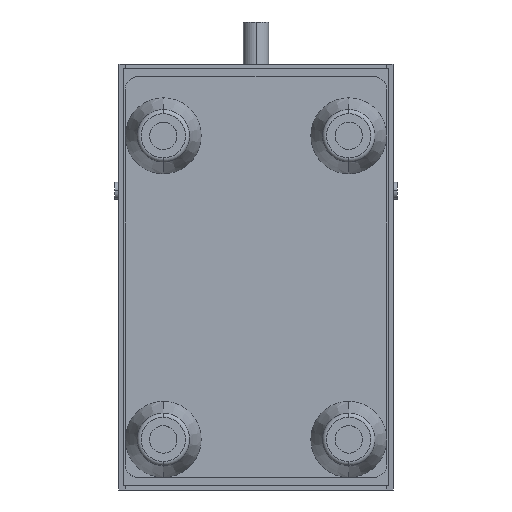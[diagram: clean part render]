
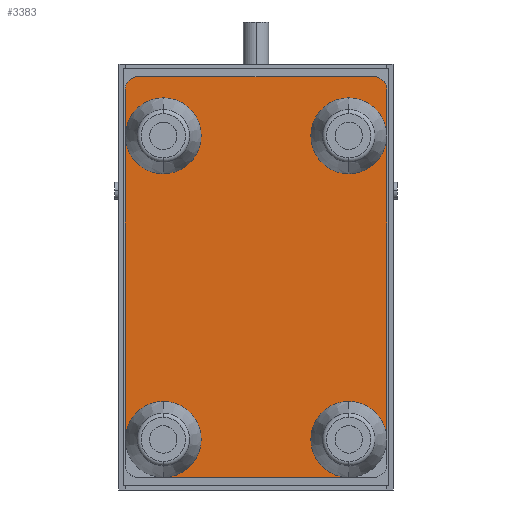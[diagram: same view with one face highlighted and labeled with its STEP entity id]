
A CAD part, left-side view. The second image highlights one B-rep face of the part: STEP entity #3383.
In plain terms, the highlighted planar face has unit normal (-1, 0, 0).
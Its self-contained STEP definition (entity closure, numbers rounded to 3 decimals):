
#2967=CARTESIAN_POINT('Vertex',(0.,31.,44.5)) ;
#2988=CARTESIAN_POINT('Vertex',(0.,31.,-38.5)) ;
#2991=CARTESIAN_POINT('Line Origine',(0.,31.,-2.5)) ;
#2995=CARTESIAN_POINT('Vertex',(0.,31.,33.5)) ;
#2998=CARTESIAN_POINT('Line Origine',(0.,31.,39.)) ;
#3023=CARTESIAN_POINT('Vertex',(0.,30.121,46.621)) ;
#3031=CARTESIAN_POINT('Axis2P3D Location',(0.,28.,44.5)) ;
#3206=CARTESIAN_POINT('Vertex',(0.,22.,-47.5)) ;
#3229=CARTESIAN_POINT('Axis2P3D Location',(0.,0.,0.)) ;
#3234=CARTESIAN_POINT('Axis2P3D Location',(0.,22.,-38.5)) ;
#3238=CARTESIAN_POINT('Vertex',(0.,22.,-29.5)) ;
#3241=CARTESIAN_POINT('Axis2P3D Location',(0.,22.,-38.5)) ;
#3246=CARTESIAN_POINT('Line Origine',(0.,0.,-47.5)) ;
#3250=CARTESIAN_POINT('Vertex',(0.,-22.,-47.5)) ;
#3253=CARTESIAN_POINT('Axis2P3D Location',(0.,-22.,-38.5)) ;
#3257=CARTESIAN_POINT('Vertex',(0.,-22.,-29.5)) ;
#3260=CARTESIAN_POINT('Axis2P3D Location',(0.,-22.,-38.5)) ;
#3264=CARTESIAN_POINT('Vertex',(0.,-31.,-38.5)) ;
#3267=CARTESIAN_POINT('Line Origine',(0.,-31.,-2.5)) ;
#3271=CARTESIAN_POINT('Vertex',(0.,-31.,33.5)) ;
#3274=CARTESIAN_POINT('Axis2P3D Location',(0.,-22.,33.5)) ;
#3278=CARTESIAN_POINT('Vertex',(0.,-22.,24.5)) ;
#3281=CARTESIAN_POINT('Axis2P3D Location',(0.,-22.,33.5)) ;
#3285=CARTESIAN_POINT('Vertex',(0.,-13.,33.5)) ;
#3288=CARTESIAN_POINT('Axis2P3D Location',(0.,-22.,33.5)) ;
#3292=CARTESIAN_POINT('Vertex',(0.,-22.,42.5)) ;
#3295=CARTESIAN_POINT('Axis2P3D Location',(0.,-22.,33.5)) ;
#3300=CARTESIAN_POINT('Line Origine',(0.,-31.,39.)) ;
#3304=CARTESIAN_POINT('Vertex',(0.,-31.,44.5)) ;
#3307=CARTESIAN_POINT('Axis2P3D Location',(0.,-28.,44.5)) ;
#3311=CARTESIAN_POINT('Vertex',(0.,-30.121,46.621)) ;
#3314=CARTESIAN_POINT('Axis2P3D Location',(0.,-28.,44.5)) ;
#3318=CARTESIAN_POINT('Vertex',(0.,-28.,47.5)) ;
#3321=CARTESIAN_POINT('Line Origine',(0.,0.,47.5)) ;
#3325=CARTESIAN_POINT('Vertex',(0.,28.,47.5)) ;
#3328=CARTESIAN_POINT('Axis2P3D Location',(0.,28.,44.5)) ;
#3333=CARTESIAN_POINT('Axis2P3D Location',(0.,22.,33.5)) ;
#3337=CARTESIAN_POINT('Vertex',(0.,22.,42.5)) ;
#3340=CARTESIAN_POINT('Axis2P3D Location',(0.,22.,33.5)) ;
#3344=CARTESIAN_POINT('Vertex',(0.,13.,33.5)) ;
#3347=CARTESIAN_POINT('Axis2P3D Location',(0.,22.,33.5)) ;
#3351=CARTESIAN_POINT('Vertex',(0.,22.,24.5)) ;
#3354=CARTESIAN_POINT('Axis2P3D Location',(0.,22.,33.5)) ;
#2992=DIRECTION('Vector Direction',(0.,0.,-1.)) ;
#2999=DIRECTION('Vector Direction',(0.,0.,-1.)) ;
#3032=DIRECTION('Axis2P3D Direction',(1.,0.,-0.)) ;
#3230=DIRECTION('Axis2P3D Direction',(1.,0.,0.)) ;
#3231=DIRECTION('Axis2P3D XDirection',(0.,0.,-1.)) ;
#3235=DIRECTION('Axis2P3D Direction',(1.,0.,0.)) ;
#3242=DIRECTION('Axis2P3D Direction',(1.,0.,0.)) ;
#3247=DIRECTION('Vector Direction',(0.,-1.,0.)) ;
#3254=DIRECTION('Axis2P3D Direction',(1.,0.,0.)) ;
#3261=DIRECTION('Axis2P3D Direction',(1.,0.,0.)) ;
#3268=DIRECTION('Vector Direction',(0.,0.,1.)) ;
#3275=DIRECTION('Axis2P3D Direction',(1.,0.,0.)) ;
#3282=DIRECTION('Axis2P3D Direction',(1.,0.,0.)) ;
#3289=DIRECTION('Axis2P3D Direction',(1.,0.,0.)) ;
#3296=DIRECTION('Axis2P3D Direction',(1.,0.,0.)) ;
#3301=DIRECTION('Vector Direction',(0.,0.,1.)) ;
#3308=DIRECTION('Axis2P3D Direction',(1.,0.,0.)) ;
#3315=DIRECTION('Axis2P3D Direction',(1.,0.,0.)) ;
#3322=DIRECTION('Vector Direction',(0.,1.,0.)) ;
#3329=DIRECTION('Axis2P3D Direction',(1.,0.,0.)) ;
#3334=DIRECTION('Axis2P3D Direction',(1.,0.,0.)) ;
#3341=DIRECTION('Axis2P3D Direction',(1.,0.,0.)) ;
#3348=DIRECTION('Axis2P3D Direction',(1.,0.,0.)) ;
#3355=DIRECTION('Axis2P3D Direction',(1.,0.,0.)) ;
#3033=AXIS2_PLACEMENT_3D('Circle Axis2P3D',#3031,#3032,$) ;
#3232=AXIS2_PLACEMENT_3D('Plane Axis2P3D',#3229,#3230,#3231) ;
#3236=AXIS2_PLACEMENT_3D('Circle Axis2P3D',#3234,#3235,$) ;
#3243=AXIS2_PLACEMENT_3D('Circle Axis2P3D',#3241,#3242,$) ;
#3255=AXIS2_PLACEMENT_3D('Circle Axis2P3D',#3253,#3254,$) ;
#3262=AXIS2_PLACEMENT_3D('Circle Axis2P3D',#3260,#3261,$) ;
#3276=AXIS2_PLACEMENT_3D('Circle Axis2P3D',#3274,#3275,$) ;
#3283=AXIS2_PLACEMENT_3D('Circle Axis2P3D',#3281,#3282,$) ;
#3290=AXIS2_PLACEMENT_3D('Circle Axis2P3D',#3288,#3289,$) ;
#3297=AXIS2_PLACEMENT_3D('Circle Axis2P3D',#3295,#3296,$) ;
#3309=AXIS2_PLACEMENT_3D('Circle Axis2P3D',#3307,#3308,$) ;
#3316=AXIS2_PLACEMENT_3D('Circle Axis2P3D',#3314,#3315,$) ;
#3330=AXIS2_PLACEMENT_3D('Circle Axis2P3D',#3328,#3329,$) ;
#3335=AXIS2_PLACEMENT_3D('Circle Axis2P3D',#3333,#3334,$) ;
#3342=AXIS2_PLACEMENT_3D('Circle Axis2P3D',#3340,#3341,$) ;
#3349=AXIS2_PLACEMENT_3D('Circle Axis2P3D',#3347,#3348,$) ;
#3356=AXIS2_PLACEMENT_3D('Circle Axis2P3D',#3354,#3355,$) ;
#3360=ORIENTED_EDGE('',*,*,#3240,.T.) ;
#3361=ORIENTED_EDGE('',*,*,#3245,.T.) ;
#3362=ORIENTED_EDGE('',*,*,#3252,.T.) ;
#3363=ORIENTED_EDGE('',*,*,#3259,.T.) ;
#3364=ORIENTED_EDGE('',*,*,#3266,.T.) ;
#3365=ORIENTED_EDGE('',*,*,#3273,.T.) ;
#3366=ORIENTED_EDGE('',*,*,#3280,.T.) ;
#3367=ORIENTED_EDGE('',*,*,#3287,.T.) ;
#3368=ORIENTED_EDGE('',*,*,#3294,.T.) ;
#3369=ORIENTED_EDGE('',*,*,#3299,.T.) ;
#3370=ORIENTED_EDGE('',*,*,#3306,.T.) ;
#3371=ORIENTED_EDGE('',*,*,#3313,.F.) ;
#3372=ORIENTED_EDGE('',*,*,#3320,.F.) ;
#3373=ORIENTED_EDGE('',*,*,#3327,.T.) ;
#3374=ORIENTED_EDGE('',*,*,#3332,.F.) ;
#3375=ORIENTED_EDGE('',*,*,#3035,.F.) ;
#3376=ORIENTED_EDGE('',*,*,#3002,.T.) ;
#3377=ORIENTED_EDGE('',*,*,#3339,.T.) ;
#3378=ORIENTED_EDGE('',*,*,#3346,.T.) ;
#3379=ORIENTED_EDGE('',*,*,#3353,.T.) ;
#3380=ORIENTED_EDGE('',*,*,#3358,.T.) ;
#3381=ORIENTED_EDGE('',*,*,#2997,.T.) ;
#2993=VECTOR('Line Direction',#2992,1.) ;
#3000=VECTOR('Line Direction',#2999,1.) ;
#3248=VECTOR('Line Direction',#3247,1.) ;
#3269=VECTOR('Line Direction',#3268,1.) ;
#3302=VECTOR('Line Direction',#3301,1.) ;
#3323=VECTOR('Line Direction',#3322,1.) ;
#3383=ADVANCED_FACE('Solid1',(#3382),#3233,.F.) ;
#3034=CIRCLE('generated circle',#3033,3.) ;
#3237=CIRCLE('generated circle',#3236,9.) ;
#3244=CIRCLE('generated circle',#3243,9.) ;
#3256=CIRCLE('generated circle',#3255,9.) ;
#3263=CIRCLE('generated circle',#3262,9.) ;
#3277=CIRCLE('generated circle',#3276,9.) ;
#3284=CIRCLE('generated circle',#3283,9.) ;
#3291=CIRCLE('generated circle',#3290,9.) ;
#3298=CIRCLE('generated circle',#3297,9.) ;
#3310=CIRCLE('generated circle',#3309,3.) ;
#3317=CIRCLE('generated circle',#3316,3.) ;
#3331=CIRCLE('generated circle',#3330,3.) ;
#3336=CIRCLE('generated circle',#3335,9.) ;
#3343=CIRCLE('generated circle',#3342,9.) ;
#3350=CIRCLE('generated circle',#3349,9.) ;
#3357=CIRCLE('generated circle',#3356,9.) ;
#2997=EDGE_CURVE('',#2996,#2989,#2994,.T.) ;
#3002=EDGE_CURVE('',#2968,#2996,#3001,.T.) ;
#3035=EDGE_CURVE('',#2968,#3024,#3034,.T.) ;
#3240=EDGE_CURVE('',#2989,#3239,#3237,.T.) ;
#3245=EDGE_CURVE('',#3239,#3207,#3244,.T.) ;
#3252=EDGE_CURVE('',#3207,#3251,#3249,.T.) ;
#3259=EDGE_CURVE('',#3251,#3258,#3256,.T.) ;
#3266=EDGE_CURVE('',#3258,#3265,#3263,.T.) ;
#3273=EDGE_CURVE('',#3265,#3272,#3270,.T.) ;
#3280=EDGE_CURVE('',#3272,#3279,#3277,.T.) ;
#3287=EDGE_CURVE('',#3279,#3286,#3284,.T.) ;
#3294=EDGE_CURVE('',#3286,#3293,#3291,.T.) ;
#3299=EDGE_CURVE('',#3293,#3272,#3298,.T.) ;
#3306=EDGE_CURVE('',#3272,#3305,#3303,.T.) ;
#3313=EDGE_CURVE('',#3312,#3305,#3310,.T.) ;
#3320=EDGE_CURVE('',#3319,#3312,#3317,.T.) ;
#3327=EDGE_CURVE('',#3319,#3326,#3324,.T.) ;
#3332=EDGE_CURVE('',#3024,#3326,#3331,.T.) ;
#3339=EDGE_CURVE('',#2996,#3338,#3336,.T.) ;
#3346=EDGE_CURVE('',#3338,#3345,#3343,.T.) ;
#3353=EDGE_CURVE('',#3345,#3352,#3350,.T.) ;
#3358=EDGE_CURVE('',#3352,#2996,#3357,.T.) ;
#3359=EDGE_LOOP('',(#3360,#3361,#3362,#3363,#3364,#3365,#3366,#3367,#3368,#3369,#3370,#3371,#3372,#3373,#3374,#3375,#3376,#3377,#3378,#3379,#3380,#3381)) ;
#3382=FACE_OUTER_BOUND('',#3359,.T.) ;
#2994=LINE('Line',#2991,#2993) ;
#3001=LINE('Line',#2998,#3000) ;
#3249=LINE('Line',#3246,#3248) ;
#3270=LINE('Line',#3267,#3269) ;
#3303=LINE('Line',#3300,#3302) ;
#3324=LINE('Line',#3321,#3323) ;
#3233=PLANE('Plane',#3232) ;
#2968=VERTEX_POINT('',#2967) ;
#2989=VERTEX_POINT('',#2988) ;
#2996=VERTEX_POINT('',#2995) ;
#3024=VERTEX_POINT('',#3023) ;
#3207=VERTEX_POINT('',#3206) ;
#3239=VERTEX_POINT('',#3238) ;
#3251=VERTEX_POINT('',#3250) ;
#3258=VERTEX_POINT('',#3257) ;
#3265=VERTEX_POINT('',#3264) ;
#3272=VERTEX_POINT('',#3271) ;
#3279=VERTEX_POINT('',#3278) ;
#3286=VERTEX_POINT('',#3285) ;
#3293=VERTEX_POINT('',#3292) ;
#3305=VERTEX_POINT('',#3304) ;
#3312=VERTEX_POINT('',#3311) ;
#3319=VERTEX_POINT('',#3318) ;
#3326=VERTEX_POINT('',#3325) ;
#3338=VERTEX_POINT('',#3337) ;
#3345=VERTEX_POINT('',#3344) ;
#3352=VERTEX_POINT('',#3351) ;
